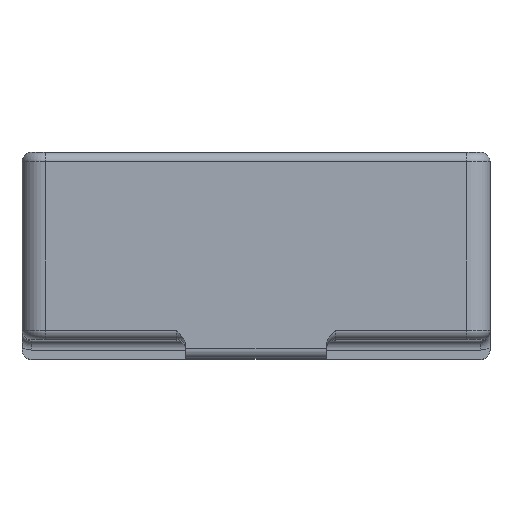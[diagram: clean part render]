
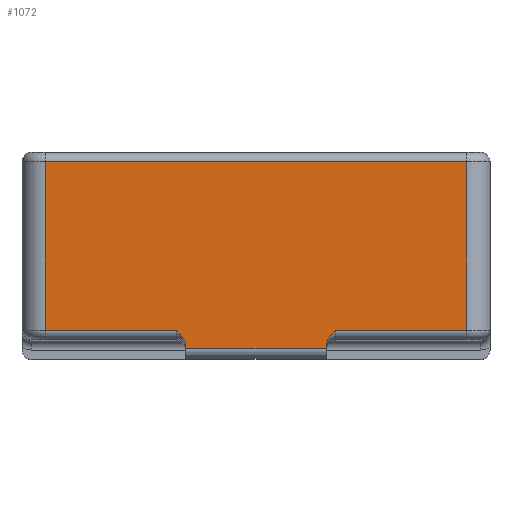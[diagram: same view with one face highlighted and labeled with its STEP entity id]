
A CAD part, top view. The second image highlights one B-rep face of the part: STEP entity #1072.
In plain terms, the highlighted planar face has unit normal (0, 0, 1).
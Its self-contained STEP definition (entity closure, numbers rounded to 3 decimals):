
#42=B_SPLINE_CURVE_WITH_KNOTS('',3,(#1822,#1823,#1824,#1825,#1826,#1827),
 .UNSPECIFIED.,.F.,.F.,(4,2,4),(0.202,0.233,0.28),
 .UNSPECIFIED.);
#43=B_SPLINE_CURVE_WITH_KNOTS('',3,(#1834,#1835,#1836,#1837,#1838,#1839),
 .UNSPECIFIED.,.F.,.F.,(4,2,4),(0.,0.047,0.078),
 .UNSPECIFIED.);
#62=PLANE('',#1219);
#140=FACE_OUTER_BOUND('',#209,.T.);
#209=EDGE_LOOP('',(#925,#926,#927,#928,#929,#930,#931,#932,#933,#934));
#248=LINE('',#1730,#315);
#251=LINE('',#1739,#318);
#258=LINE('',#1787,#325);
#272=LINE('',#1936,#339);
#277=LINE('',#1946,#344);
#278=LINE('',#1949,#345);
#279=LINE('',#1951,#346);
#280=LINE('',#1952,#347);
#315=VECTOR('',#1345,10.);
#318=VECTOR('',#1354,10.);
#325=VECTOR('',#1379,10.);
#339=VECTOR('',#1519,10.);
#344=VECTOR('',#1528,10.);
#345=VECTOR('',#1533,10.);
#346=VECTOR('',#1534,10.);
#347=VECTOR('',#1535,10.);
#473=VERTEX_POINT('',#1723);
#476=VERTEX_POINT('',#1728);
#479=VERTEX_POINT('',#1738);
#489=VERTEX_POINT('',#1785);
#496=VERTEX_POINT('',#1821);
#498=VERTEX_POINT('',#1832);
#518=VERTEX_POINT('',#1906);
#525=VERTEX_POINT('',#1932);
#528=VERTEX_POINT('',#1945);
#529=VERTEX_POINT('',#1950);
#585=EDGE_CURVE('',#476,#473,#248,.T.);
#589=EDGE_CURVE('',#473,#479,#251,.T.);
#604=EDGE_CURVE('',#489,#476,#258,.T.);
#616=EDGE_CURVE('',#479,#496,#42,.T.);
#620=EDGE_CURVE('',#498,#489,#43,.T.);
#663=EDGE_CURVE('',#518,#525,#272,.T.);
#668=EDGE_CURVE('',#525,#528,#277,.T.);
#670=EDGE_CURVE('',#528,#498,#278,.T.);
#671=EDGE_CURVE('',#529,#518,#279,.T.);
#672=EDGE_CURVE('',#496,#529,#280,.T.);
#925=ORIENTED_EDGE('',*,*,#585,.F.);
#926=ORIENTED_EDGE('',*,*,#604,.F.);
#927=ORIENTED_EDGE('',*,*,#620,.F.);
#928=ORIENTED_EDGE('',*,*,#670,.F.);
#929=ORIENTED_EDGE('',*,*,#668,.F.);
#930=ORIENTED_EDGE('',*,*,#663,.F.);
#931=ORIENTED_EDGE('',*,*,#671,.F.);
#932=ORIENTED_EDGE('',*,*,#672,.F.);
#933=ORIENTED_EDGE('',*,*,#616,.F.);
#934=ORIENTED_EDGE('',*,*,#589,.F.);
#1072=ADVANCED_FACE('',(#140),#62,.T.);
#1219=AXIS2_PLACEMENT_3D('',#1948,#1531,#1532);
#1345=DIRECTION('',(-1.,0.,0.));
#1354=DIRECTION('',(0.,1.,0.));
#1379=DIRECTION('',(0.,-1.,0.));
#1519=DIRECTION('',(1.,0.,0.));
#1528=DIRECTION('',(0.,-1.,0.));
#1531=DIRECTION('center_axis',(0.,0.,1.));
#1532=DIRECTION('ref_axis',(-1.,0.,0.));
#1533=DIRECTION('',(-1.,0.,0.));
#1534=DIRECTION('',(0.,1.,0.));
#1535=DIRECTION('',(-1.,0.,0.));
#1723=CARTESIAN_POINT('',(-3.,-8.4,20.));
#1728=CARTESIAN_POINT('',(3.,-8.4,20.));
#1730=CARTESIAN_POINT('',(6.5,-8.4,20.));
#1738=CARTESIAN_POINT('',(-3.,-8.293,20.));
#1739=CARTESIAN_POINT('',(-3.,-8.8,20.));
#1785=CARTESIAN_POINT('',(3.,-8.293,20.));
#1787=CARTESIAN_POINT('',(3.,-8.,20.));
#1821=CARTESIAN_POINT('',(-3.4,-7.6,20.));
#1822=CARTESIAN_POINT('Ctrl Pts',(-3.,-8.293,20.));
#1823=CARTESIAN_POINT('Ctrl Pts',(-3.,-8.191,20.));
#1824=CARTESIAN_POINT('Ctrl Pts',(-3.036,-8.074,20.));
#1825=CARTESIAN_POINT('Ctrl Pts',(-3.158,-7.846,20.));
#1826=CARTESIAN_POINT('Ctrl Pts',(-3.289,-7.711,20.));
#1827=CARTESIAN_POINT('Ctrl Pts',(-3.4,-7.6,20.));
#1832=CARTESIAN_POINT('',(3.4,-7.6,20.));
#1834=CARTESIAN_POINT('Ctrl Pts',(3.4,-7.6,20.));
#1835=CARTESIAN_POINT('Ctrl Pts',(3.289,-7.711,20.));
#1836=CARTESIAN_POINT('Ctrl Pts',(3.158,-7.846,20.));
#1837=CARTESIAN_POINT('Ctrl Pts',(3.036,-8.074,20.));
#1838=CARTESIAN_POINT('Ctrl Pts',(3.,-8.191,20.));
#1839=CARTESIAN_POINT('Ctrl Pts',(3.,-8.293,20.));
#1906=CARTESIAN_POINT('',(-9.,-0.4,20.));
#1932=CARTESIAN_POINT('',(9.,-0.4,20.));
#1936=CARTESIAN_POINT('',(5.,-0.4,20.));
#1945=CARTESIAN_POINT('',(9.,-7.6,20.));
#1946=CARTESIAN_POINT('',(9.,0.,20.));
#1948=CARTESIAN_POINT('Origin',(10.,0.,20.));
#1949=CARTESIAN_POINT('',(5.,-7.6,20.));
#1950=CARTESIAN_POINT('',(-9.,-7.6,20.));
#1951=CARTESIAN_POINT('',(-9.,0.,20.));
#1952=CARTESIAN_POINT('',(5.,-7.6,20.));
